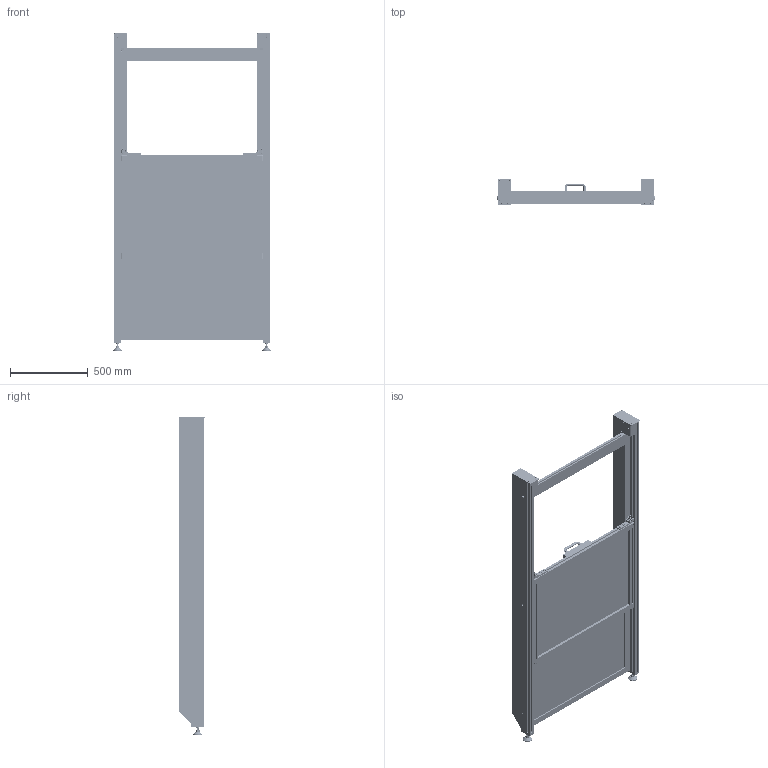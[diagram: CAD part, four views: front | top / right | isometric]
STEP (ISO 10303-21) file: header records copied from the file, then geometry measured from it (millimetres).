
FILE_DESCRIPTION(('STEP AP214'),'1');
FILE_NAME('re.stp','2025-12-04T15:56:41',(' '),(' '),'Spatial InterOp 3D',' ',' ');
FILE_SCHEMA(('AUTOMOTIVE_DESIGN { 1 0 10303 214 1 1 1 1 }'));
Length unit declared in the file: millimetre
Products named in the file (131): Fixation hors standard - vis/écrou avec lamage - 8-40; Vis CHC - M8x40; Rondelle 13.5x9x1; Écrou 8 St M8; Porte guillotine - Ouverture H600x840 haute hauteur seuil 1200 - Montage arrière; Profilé cache 8 32x4; Kit de fixation; Vis CHC - M5x16; Écrou 8 St M5; Kit poignée PA 120 R - P840; Poignée PA 120 R; Embout 8 40x32 noir; Profilé 8 40x32 léger; Pied D60 M12x75 Zn noir; Tige avec Ecrou type 1; Ecrou bas hexagonal M12; Socle Type 1; Vis CHC - M8x20; kit plaque de base 8 80x40 M12, ep 16mm, noire; Plaque de base 80x40 M12, ep 16mm, noire; PanneauCompletEnRainure; Profil U; Polycarbonate ep 5mm; Fixation universelle 8 40 Zn; Vis BHC - M8x30; Noix Universelle 8 D20; Vis BHC - M5x14; Écrou 8 St M5 rainuré; Porte guillotine h (version de base); Kit Equerre 8 80x80x80 Zn; Cache Cache 8 80x80x80 Zn noir; Vis BHC - M8x18; Écrou 8 St M8 rainuré; Vis BHC - M8x16; Equerre 8 80x80x80 Zn; Porte guillotine - Support axe pignon; Rondelle M 8; Vis CHC - M8x30; Porte guillotine - Axe pignon; Porte guillotine - Pignon avec roulement ...
Assembly tree (278 placements, depth 6):
  Porte guillotine - Ouverture H600x840 haute hauteur seuil 1200 - Montage arrière
    Fixation hors standard - vis/écrou avec lamage - 8-40  x2
      Vis CHC - M8x40
      Rondelle 13.5x9x1
      Écrou 8 St M8
    Profilé cache 8 32x4
    Kit poignée PA 120 R - P840
      Kit de fixation
        Vis CHC - M5x16
        Écrou 8 St M5
      Kit de fixation
        Vis CHC - M5x16
        Écrou 8 St M5
      Poignée PA 120 R
    Embout 8 40x32 noir  x2
    Profilé 8 40x32 léger
    Pied D60 M12x75 Zn noir  x2
      Tige avec Ecrou type 1
      Ecrou bas hexagonal M12
      Socle Type 1
    kit plaque de base 8 80x40 M12, ep 16mm, noire  x2
      Kit de fixation
        Vis CHC - M8x20
        Écrou 8 St M8
      Kit de fixation
        Vis CHC - M8x20
        Écrou 8 St M8
      Plaque de base 80x40 M12, ep 16mm, noire
    PanneauCompletEnRainure
      Profil U  x2
      Profil U  x2
      Polycarbonate ep 5mm
    PanneauCompletEnRainure
      Profil U  x2
      Profil U  x2
      Polycarbonate ep 5mm
    Fixation universelle 8 40 Zn  x2
      Écrou 8 St M8
      Vis BHC - M8x30
      Noix Universelle 8 D20
    Profilé 8 40x32 léger
    Porte guillotine h (version de base)
      Kit de fixation  x20
        Vis BHC - M5x14
        Écrou 8 St M5 rainuré
      Fixation universelle 8 40 Zn  x4
        Écrou 8 St M8
        Vis BHC - M8x30
        Noix Universelle 8 D20
      Kit Equerre 8 80x80x80 Zn  x2
        Cache Cache 8 80x80x80 Zn noir
        Kit de fixation
          Vis BHC - M8x18
          Écrou 8 St M8 rainuré
        Vis BHC - M8x16
        Equerre 8 80x80x80 Zn
      Porte guillotine - Support axe pignon  x2
      Kit de fixation  x2
        Vis BHC - M5x14
        Écrou 8 St M5 rainuré
Bounding box: 1019 x 168 x 2049.8 mm (x, y, z)
Volume: 36078676.8 mm3; surface area: 11196860.5 mm2
Topology: 383 solids, 383 shells, 7117 faces, 17911 edges, 11615 vertices
Faces by surface type: plane 4741, cylinder 1866, cone 242, sphere 108, bspline 90, torus 62, revolution 8
Full cylindrical faces by diameter (mm): 2.2 x2, 2.3 x18, 2.5 x2, 3 x8, 3.3 x40, 3.5 x6, 3.6 x2, 3.7 x4, 4 x88, 4.2 x26, 4.3 x24, 4.5 x48, 5 x78, 5.3 x2, 5.5 x24, 6 x38, 6.2 x12, 6.4 x22, 6.5 x20, 6.6 x4, 6.7 x2, 6.78 x23, 6.8 x48, 7 x18, 7.9 x2, 8 x132, 8.2 x8, 8.4 x8, 8.5 x12, 9 x24
Entity records: 138867 total; most frequent: CARTESIAN_POINT 20457, DIRECTION 13537, ORIENTED_EDGE 13140, EDGE_CURVE 6570, AXIS2_PLACEMENT_3D 4644, PROPERTY_DEFINITION_REPRESENTATION 4641, GENERAL_PROPERTY_ASSOCIATION 4641, PROPERTY_DEFINITION 4641
